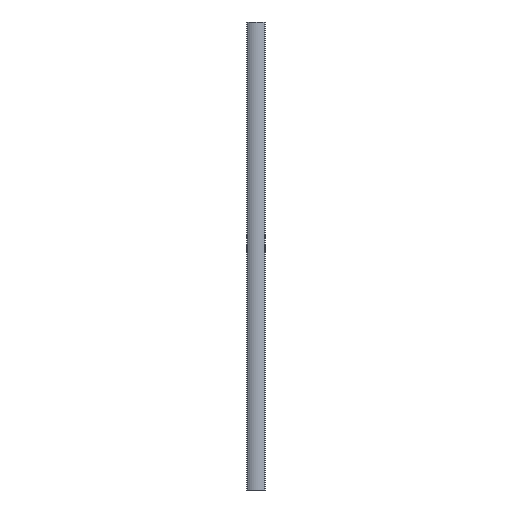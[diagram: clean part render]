
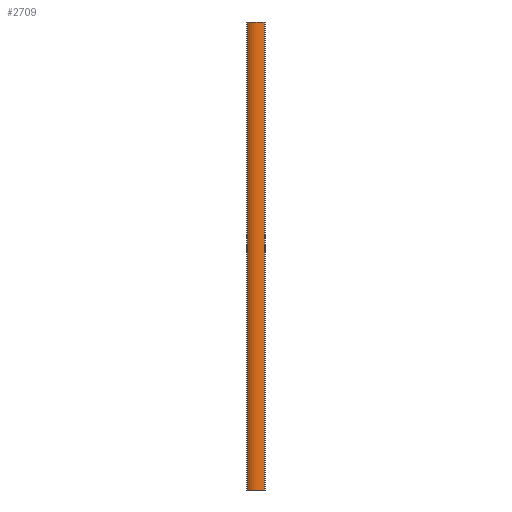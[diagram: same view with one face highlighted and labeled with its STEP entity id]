
A CAD part, front view. The second image highlights one B-rep face of the part: STEP entity #2709.
In plain terms, the highlighted cylindrical face has radius 60 mm (diameter 120 mm), a partial arc.
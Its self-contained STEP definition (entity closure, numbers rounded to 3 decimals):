
#88 = CARTESIAN_POINT ( 'NONE',  ( -15.145, -68.724, 0. ) ) ;
#151 = AXIS2_PLACEMENT_3D ( 'NONE', #4159, #1093, #2451 ) ;
#226 = CYLINDRICAL_SURFACE ( 'NONE', #3861, 60. ) ;
#389 = CARTESIAN_POINT ( 'NONE',  ( -86.683, -68.724, 2000. ) ) ;
#640 = AXIS2_PLACEMENT_3D ( 'NONE', #4307, #3929, #3270 ) ;
#677 = CARTESIAN_POINT ( 'NONE',  ( -86.683, -68.724, 0. ) ) ;
#704 = CARTESIAN_POINT ( 'NONE',  ( -15.145, -68.724, 2000. ) ) ;
#709 = EDGE_CURVE ( 'NONE', #2102, #987, #3365, .T. ) ;
#735 = CARTESIAN_POINT ( 'NONE',  ( -15.145, -68.724, 2000. ) ) ;
#928 = CARTESIAN_POINT ( 'NONE',  ( -50.914, -20.552, 2000. ) ) ;
#987 = VERTEX_POINT ( 'NONE', #677 ) ;
#1003 = EDGE_LOOP ( 'NONE', ( #1830, #1842, #1362, #3523 ) ) ;
#1093 = DIRECTION ( 'NONE',  ( 0., 0., 1. ) ) ;
#1241 = DIRECTION ( 'NONE',  ( -1., 0., 0. ) ) ;
#1288 = CARTESIAN_POINT ( 'NONE',  ( -86.683, -68.724, 2000. ) ) ;
#1362 = ORIENTED_EDGE ( 'NONE', *, *, #2685, .T. ) ;
#1444 = CIRCLE ( 'NONE', #151, 60. ) ;
#1555 = FACE_OUTER_BOUND ( 'NONE', #1003, .T. ) ;
#1592 = VERTEX_POINT ( 'NONE', #88 ) ;
#1830 = ORIENTED_EDGE ( 'NONE', *, *, #4014, .F. ) ;
#1842 = ORIENTED_EDGE ( 'NONE', *, *, #709, .T. ) ;
#2051 = LINE ( 'NONE', #704, #2545 ) ;
#2102 = VERTEX_POINT ( 'NONE', #389 ) ;
#2446 = DIRECTION ( 'NONE',  ( 0., 0., 1. ) ) ;
#2451 = DIRECTION ( 'NONE',  ( 1., 0., 0. ) ) ;
#2545 = VECTOR ( 'NONE', #2446, 1000. ) ;
#2561 = CIRCLE ( 'NONE', #640, 60. ) ;
#2685 = EDGE_CURVE ( 'NONE', #987, #1592, #2561, .T. ) ;
#2695 = DIRECTION ( 'NONE',  ( 0., 0., -1. ) ) ;
#2709 = ADVANCED_FACE ( 'NONE', ( #1555 ), #226, .T. ) ;
#2923 = DIRECTION ( 'NONE',  ( 0., 0., -1. ) ) ;
#2955 = VERTEX_POINT ( 'NONE', #735 ) ;
#3259 = VECTOR ( 'NONE', #2695, 1000. ) ;
#3270 = DIRECTION ( 'NONE',  ( 1., 0., 0. ) ) ;
#3365 = LINE ( 'NONE', #1288, #3259 ) ;
#3523 = ORIENTED_EDGE ( 'NONE', *, *, #4406, .T. ) ;
#3861 = AXIS2_PLACEMENT_3D ( 'NONE', #928, #2923, #1241 ) ;
#3929 = DIRECTION ( 'NONE',  ( 0., 0., 1. ) ) ;
#4014 = EDGE_CURVE ( 'NONE', #2102, #2955, #1444, .T. ) ;
#4159 = CARTESIAN_POINT ( 'NONE',  ( -50.914, -20.552, 2000. ) ) ;
#4307 = CARTESIAN_POINT ( 'NONE',  ( -50.914, -20.552, 0. ) ) ;
#4406 = EDGE_CURVE ( 'NONE', #1592, #2955, #2051, .T. ) ;
